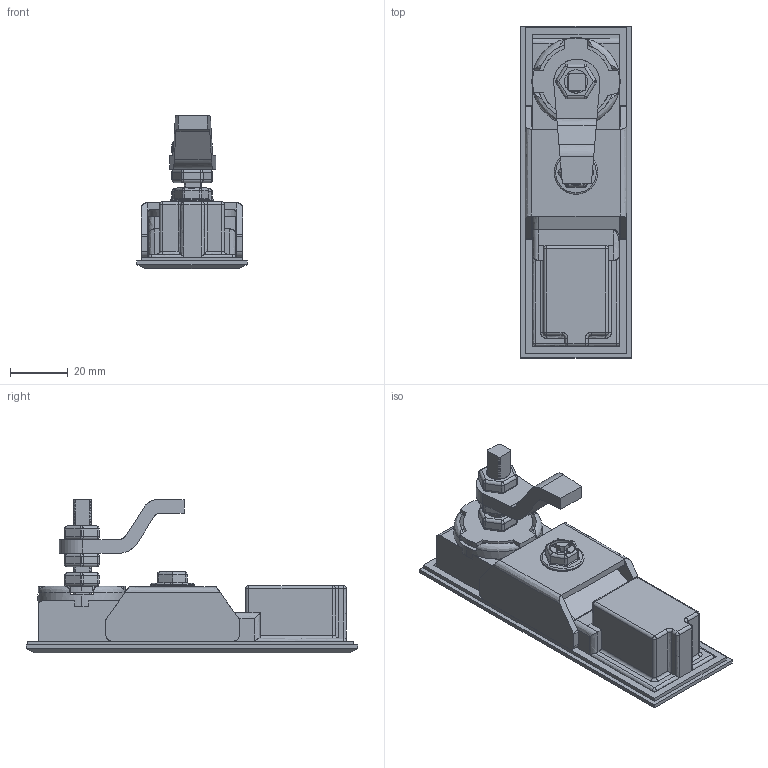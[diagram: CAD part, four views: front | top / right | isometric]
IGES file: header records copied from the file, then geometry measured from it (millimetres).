
Start section: SolidWorks IGES file using analytic representation for surfaces
Global section: file name: 727.IGS; native system: SolidWorks 2006 by SolidWorks Corporation; preprocessor: SolidWorks 2006 by SolidWorks Corporation; author: Deathkiller; date: 080624.102315; units: millimetre
Bounding box: 38 x 114.5 x 53.1 mm (x, y, z)
Surface area: 42244.7 mm2 (no closed solid volume)
Topology: 0 solids, 0 shells, 876 faces, 11125 edges, 11068 vertices
Faces by surface type: revolution 450, bspline 426
